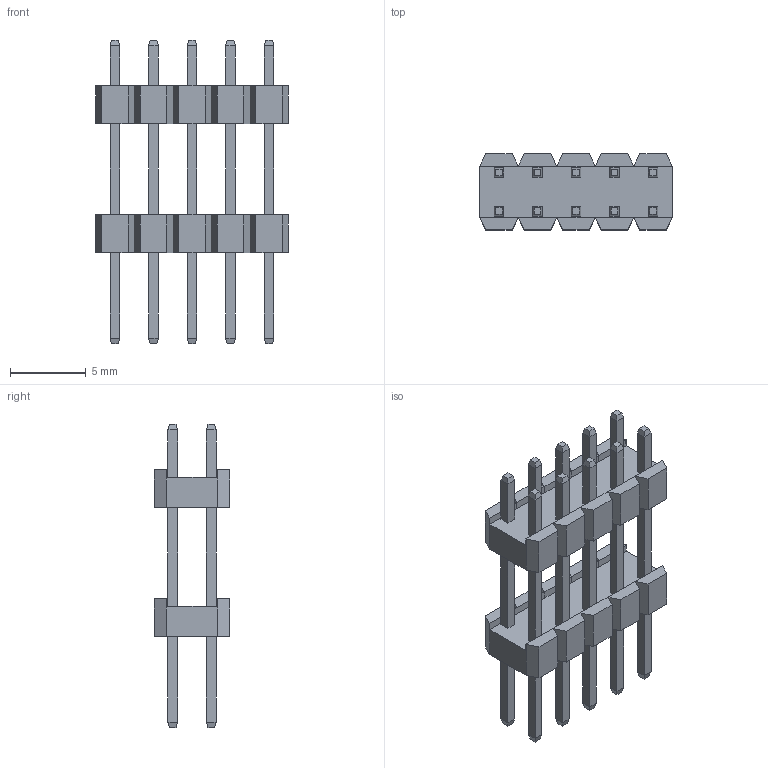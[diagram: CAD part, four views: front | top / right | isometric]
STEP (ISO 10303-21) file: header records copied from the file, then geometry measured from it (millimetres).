
FILE_DESCRIPTION (( 'STEP AP214' ), '1' );
FILE_NAME ('FPH25453-D10S1014190717B-REF.STEP', '2026-01-19T01:26:12', ( '' ), ( '' ), 'SwSTEP 2.0', 'SolidWorks 2021', '' );
FILE_SCHEMA (( 'AUTOMOTIVE_DESIGN' ));
Length unit declared in the file: millimetre
Products named in the file (1): FPH25453-D10S1014190717B-REF
Bounding box: 12.7 x 5 x 20 mm (x, y, z)
Volume: 323.6 mm3; surface area: 865 mm2
Topology: 1 solids, 1 shells, 296 faces, 736 edges, 464 vertices
Faces by surface type: plane 296
Entity records: 8570 total; most frequent: CARTESIAN_POINT 1497, ORIENTED_EDGE 1472, DIRECTION 1330, LINE 736, EDGE_CURVE 736, VECTOR 736, VERTEX_POINT 464, EDGE_LOOP 336
